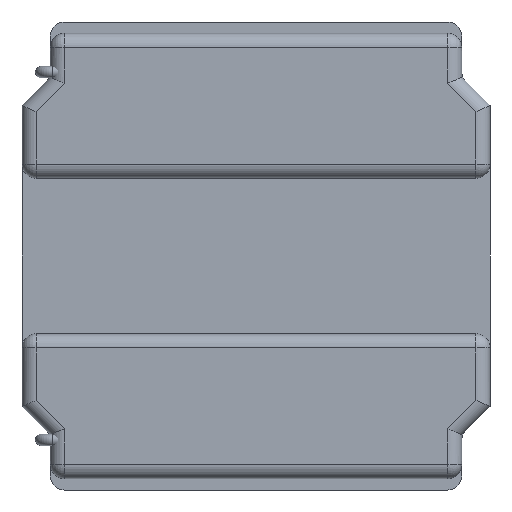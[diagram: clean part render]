
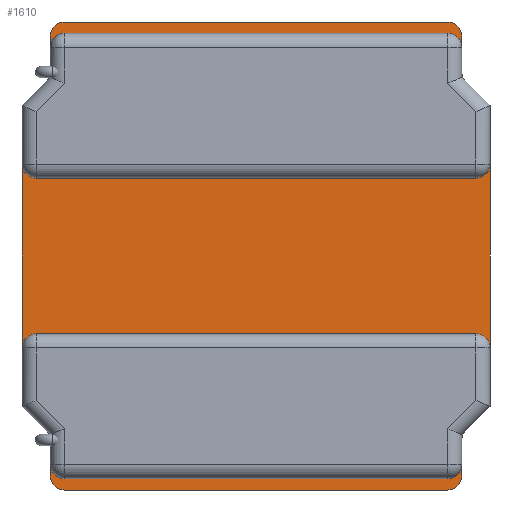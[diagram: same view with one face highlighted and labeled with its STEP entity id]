
A CAD part, front view. The second image highlights one B-rep face of the part: STEP entity #1610.
In plain terms, the highlighted planar face has unit normal (0, -1, 0).
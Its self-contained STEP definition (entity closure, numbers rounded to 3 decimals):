
#269=PLANE('',#1737);
#318=VECTOR('',#1962,1.);
#324=VECTOR('',#1980,1.);
#327=VECTOR('',#1989,1.);
#330=VECTOR('',#1997,1.);
#333=VECTOR('',#2005,1.);
#336=VECTOR('',#2013,1.);
#339=VECTOR('',#2021,1.);
#342=VECTOR('',#2029,1.);
#345=VECTOR('',#2037,1.);
#348=VECTOR('',#2045,1.);
#350=VECTOR('',#2051,1.);
#351=VECTOR('',#2054,1.);
#422=LINE('',#2430,#318);
#428=LINE('',#2447,#324);
#431=LINE('',#2456,#327);
#434=LINE('',#2464,#330);
#437=LINE('',#2472,#333);
#440=LINE('',#2480,#336);
#443=LINE('',#2488,#339);
#446=LINE('',#2496,#342);
#449=LINE('',#2504,#345);
#452=LINE('',#2512,#348);
#454=LINE('',#2518,#350);
#455=LINE('',#2521,#351);
#546=VERTEX_POINT('',#2429);
#547=VERTEX_POINT('',#2431);
#548=VERTEX_POINT('',#2435);
#549=VERTEX_POINT('',#2440);
#550=VERTEX_POINT('',#2446);
#551=VERTEX_POINT('',#2451);
#552=VERTEX_POINT('',#2455);
#553=VERTEX_POINT('',#2459);
#554=VERTEX_POINT('',#2463);
#555=VERTEX_POINT('',#2467);
#556=VERTEX_POINT('',#2471);
#557=VERTEX_POINT('',#2475);
#558=VERTEX_POINT('',#2479);
#559=VERTEX_POINT('',#2484);
#560=VERTEX_POINT('',#2487);
#561=VERTEX_POINT('',#2491);
#562=VERTEX_POINT('',#2495);
#563=VERTEX_POINT('',#2499);
#564=VERTEX_POINT('',#2503);
#565=VERTEX_POINT('',#2507);
#566=VERTEX_POINT('',#2511);
#567=VERTEX_POINT('',#2515);
#568=VERTEX_POINT('',#2517);
#569=VERTEX_POINT('',#2519);
#660=CIRCLE('',#1703,0.127);
#661=CIRCLE('',#1706,0.127);
#662=CIRCLE('',#1711,0.127);
#663=CIRCLE('',#1714,0.127);
#664=CIRCLE('',#1717,0.127);
#665=CIRCLE('',#1720,0.127);
#666=CIRCLE('',#1724,0.127);
#667=CIRCLE('',#1726,0.127);
#668=CIRCLE('',#1729,0.127);
#669=CIRCLE('',#1732,0.127);
#670=CIRCLE('',#1735,0.127);
#671=CIRCLE('',#1736,0.127);
#784=EDGE_CURVE('',#547,#546,#422,.T.);
#787=EDGE_CURVE('',#547,#548,#660,.T.);
#791=EDGE_CURVE('',#546,#549,#661,.T.);
#794=EDGE_CURVE('',#549,#550,#428,.T.);
#796=EDGE_CURVE('',#551,#550,#662,.T.);
#798=EDGE_CURVE('',#551,#552,#431,.T.);
#800=EDGE_CURVE('',#553,#552,#663,.T.);
#802=EDGE_CURVE('',#553,#554,#434,.T.);
#804=EDGE_CURVE('',#554,#555,#664,.T.);
#807=EDGE_CURVE('',#555,#556,#437,.T.);
#810=EDGE_CURVE('',#557,#556,#665,.T.);
#813=EDGE_CURVE('',#557,#558,#440,.T.);
#816=EDGE_CURVE('',#559,#558,#666,.T.);
#818=EDGE_CURVE('',#559,#560,#443,.T.);
#820=EDGE_CURVE('',#560,#561,#667,.T.);
#822=EDGE_CURVE('',#561,#562,#446,.T.);
#824=EDGE_CURVE('',#563,#562,#668,.T.);
#826=EDGE_CURVE('',#563,#564,#449,.T.);
#828=EDGE_CURVE('',#565,#564,#669,.T.);
#830=EDGE_CURVE('',#565,#566,#452,.T.);
#832=EDGE_CURVE('',#566,#567,#670,.T.);
#834=EDGE_CURVE('',#567,#568,#454,.T.);
#836=EDGE_CURVE('',#569,#568,#671,.T.);
#837=EDGE_CURVE('',#569,#548,#455,.T.);
#1142=ORIENTED_EDGE('',*,*,#813,.T.);
#1143=ORIENTED_EDGE('',*,*,#816,.F.);
#1144=ORIENTED_EDGE('',*,*,#818,.T.);
#1145=ORIENTED_EDGE('',*,*,#820,.T.);
#1146=ORIENTED_EDGE('',*,*,#822,.T.);
#1147=ORIENTED_EDGE('',*,*,#824,.F.);
#1148=ORIENTED_EDGE('',*,*,#826,.T.);
#1149=ORIENTED_EDGE('',*,*,#828,.F.);
#1150=ORIENTED_EDGE('',*,*,#830,.T.);
#1151=ORIENTED_EDGE('',*,*,#832,.T.);
#1152=ORIENTED_EDGE('',*,*,#834,.T.);
#1153=ORIENTED_EDGE('',*,*,#836,.F.);
#1154=ORIENTED_EDGE('',*,*,#837,.T.);
#1155=ORIENTED_EDGE('',*,*,#787,.F.);
#1156=ORIENTED_EDGE('',*,*,#784,.T.);
#1157=ORIENTED_EDGE('',*,*,#791,.T.);
#1158=ORIENTED_EDGE('',*,*,#794,.T.);
#1159=ORIENTED_EDGE('',*,*,#796,.F.);
#1160=ORIENTED_EDGE('',*,*,#798,.T.);
#1161=ORIENTED_EDGE('',*,*,#800,.F.);
#1162=ORIENTED_EDGE('',*,*,#802,.T.);
#1163=ORIENTED_EDGE('',*,*,#804,.T.);
#1164=ORIENTED_EDGE('',*,*,#807,.T.);
#1165=ORIENTED_EDGE('',*,*,#810,.F.);
#1381=EDGE_LOOP('',(#1142,#1143,#1144,#1145,#1146,#1147,#1148,#1149,#1150,
#1151,#1152,#1153,#1154,#1155,#1156,#1157,#1158,#1159,#1160,#1161,#1162,
#1163,#1164,#1165));
#1497=FACE_BOUND('',#1381,.T.);
#1610=ADVANCED_FACE('',(#1497),#269,.F.);
#1703=AXIS2_PLACEMENT_3D('',#2434,#1966,#1967);
#1706=AXIS2_PLACEMENT_3D('',#2441,#1973,#1974);
#1711=AXIS2_PLACEMENT_3D('',#2452,#1985,#1986);
#1714=AXIS2_PLACEMENT_3D('',#2460,#1993,#1994);
#1717=AXIS2_PLACEMENT_3D('',#2468,#2001,#2002);
#1720=AXIS2_PLACEMENT_3D('',#2476,#2009,#2010);
#1724=AXIS2_PLACEMENT_3D('',#2485,#2018,#2019);
#1726=AXIS2_PLACEMENT_3D('',#2492,#2025,#2026);
#1729=AXIS2_PLACEMENT_3D('',#2500,#2033,#2034);
#1732=AXIS2_PLACEMENT_3D('',#2508,#2041,#2042);
#1735=AXIS2_PLACEMENT_3D('',#2516,#2049,#2050);
#1736=AXIS2_PLACEMENT_3D('',#2520,#2052,#2053);
#1737=AXIS2_PLACEMENT_3D('',#2522,#2055,$);
#1962=DIRECTION('',(-0.707,0.,0.707));
#1966=DIRECTION('',(0.,1.,0.));
#1967=DIRECTION('',(0.127,0.,0.));
#1973=DIRECTION('',(0.,1.,0.));
#1974=DIRECTION('',(0.127,0.,0.));
#1980=DIRECTION('',(0.,0.,1.));
#1985=DIRECTION('',(0.,1.,0.));
#1986=DIRECTION('',(0.127,0.,0.));
#1989=DIRECTION('',(-1.,0.,0.));
#1993=DIRECTION('',(0.,1.,0.));
#1994=DIRECTION('',(0.127,0.,0.));
#1997=DIRECTION('',(0.,0.,-1.));
#2001=DIRECTION('',(0.,1.,0.));
#2002=DIRECTION('',(0.127,0.,0.));
#2005=DIRECTION('',(-0.707,0.,-0.707));
#2009=DIRECTION('',(0.,1.,0.));
#2010=DIRECTION('',(0.127,0.,0.));
#2013=DIRECTION('',(0.,0.,-1.));
#2018=DIRECTION('',(0.,1.,0.));
#2019=DIRECTION('',(0.127,0.,0.));
#2021=DIRECTION('',(0.707,0.,-0.707));
#2025=DIRECTION('',(0.,1.,0.));
#2026=DIRECTION('',(0.127,0.,0.));
#2029=DIRECTION('',(0.,0.,-1.));
#2033=DIRECTION('',(0.,1.,0.));
#2034=DIRECTION('',(0.127,0.,0.));
#2037=DIRECTION('',(1.,0.,0.));
#2041=DIRECTION('',(0.,1.,0.));
#2042=DIRECTION('',(0.127,0.,0.));
#2045=DIRECTION('',(0.,0.,1.));
#2049=DIRECTION('',(0.,1.,0.));
#2050=DIRECTION('',(0.127,0.,0.));
#2051=DIRECTION('',(0.707,0.,0.707));
#2052=DIRECTION('',(0.,1.,0.));
#2053=DIRECTION('',(0.127,0.,0.));
#2054=DIRECTION('',(0.,0.,1.));
#2055=DIRECTION('',(0.,1.,0.));
#2429=CARTESIAN_POINT('',(1.884,0.127,1.566));
#2430=CARTESIAN_POINT('',(2.063,0.127,1.386));
#2431=CARTESIAN_POINT('',(2.063,0.127,1.386));
#2434=CARTESIAN_POINT('',(1.974,0.127,1.296));
#2435=CARTESIAN_POINT('',(2.101,0.127,1.296));
#2440=CARTESIAN_POINT('',(1.847,0.127,1.655));
#2441=CARTESIAN_POINT('',(1.974,0.127,1.655));
#2446=CARTESIAN_POINT('',(1.847,0.127,1.974));
#2447=CARTESIAN_POINT('',(1.847,0.127,1.655));
#2451=CARTESIAN_POINT('',(1.72,0.127,2.101));
#2452=CARTESIAN_POINT('',(1.72,0.127,1.974));
#2455=CARTESIAN_POINT('',(-1.72,0.127,2.101));
#2456=CARTESIAN_POINT('',(1.72,0.127,2.101));
#2459=CARTESIAN_POINT('',(-1.847,0.127,1.974));
#2460=CARTESIAN_POINT('',(-1.72,0.127,1.974));
#2463=CARTESIAN_POINT('',(-1.847,0.127,1.655));
#2464=CARTESIAN_POINT('',(-1.847,0.127,1.974));
#2467=CARTESIAN_POINT('',(-1.884,0.127,1.566));
#2468=CARTESIAN_POINT('',(-1.974,0.127,1.655));
#2471=CARTESIAN_POINT('',(-2.063,0.127,1.386));
#2472=CARTESIAN_POINT('',(-1.884,0.127,1.566));
#2475=CARTESIAN_POINT('',(-2.101,0.127,1.296));
#2476=CARTESIAN_POINT('',(-1.974,0.127,1.296));
#2479=CARTESIAN_POINT('',(-2.101,0.127,-1.296));
#2480=CARTESIAN_POINT('',(-2.101,0.127,0.));
#2484=CARTESIAN_POINT('',(-2.063,0.127,-1.386));
#2485=CARTESIAN_POINT('',(-1.974,0.127,-1.296));
#2487=CARTESIAN_POINT('',(-1.884,0.127,-1.566));
#2488=CARTESIAN_POINT('',(-2.063,0.127,-1.386));
#2491=CARTESIAN_POINT('',(-1.847,0.127,-1.655));
#2492=CARTESIAN_POINT('',(-1.974,0.127,-1.655));
#2495=CARTESIAN_POINT('',(-1.847,0.127,-1.974));
#2496=CARTESIAN_POINT('',(-1.847,0.127,-1.655));
#2499=CARTESIAN_POINT('',(-1.72,0.127,-2.101));
#2500=CARTESIAN_POINT('',(-1.72,0.127,-1.974));
#2503=CARTESIAN_POINT('',(1.72,0.127,-2.101));
#2504=CARTESIAN_POINT('',(-1.72,0.127,-2.101));
#2507=CARTESIAN_POINT('',(1.847,0.127,-1.974));
#2508=CARTESIAN_POINT('',(1.72,0.127,-1.974));
#2511=CARTESIAN_POINT('',(1.847,0.127,-1.655));
#2512=CARTESIAN_POINT('',(1.847,0.127,-1.974));
#2515=CARTESIAN_POINT('',(1.884,0.127,-1.566));
#2516=CARTESIAN_POINT('',(1.974,0.127,-1.655));
#2517=CARTESIAN_POINT('',(2.063,0.127,-1.386));
#2518=CARTESIAN_POINT('',(1.884,0.127,-1.566));
#2519=CARTESIAN_POINT('',(2.101,0.127,-1.296));
#2520=CARTESIAN_POINT('',(1.974,0.127,-1.296));
#2521=CARTESIAN_POINT('',(2.101,0.127,-1.296));
#2522=CARTESIAN_POINT('',(0.,0.127,0.));
